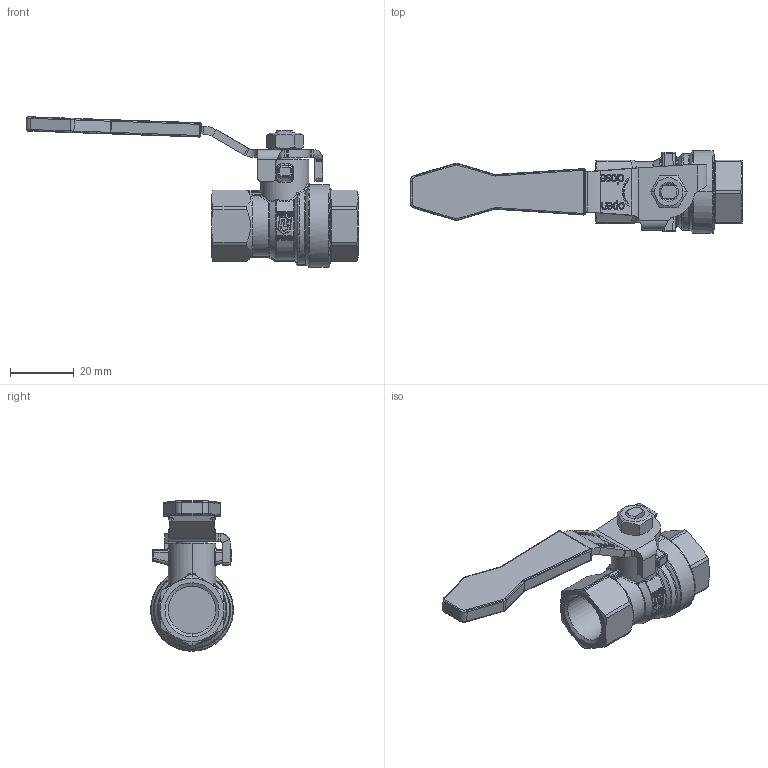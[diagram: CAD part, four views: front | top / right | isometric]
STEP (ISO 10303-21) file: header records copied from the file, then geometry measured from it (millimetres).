
FILE_DESCRIPTION(('HOOPS Exchange Step'),'2;1');
FILE_NAME('GK0200_DN10.stp','2025-02-21T09:13:47+01:00',('nieru'),('Unknown organisation'),'HOOPS Exchange 2024.2','HOOPS Exchange','Unknown authorisation');
FILE_SCHEMA( ('AP203_CONFIGURATION_CONTROLLED_3D_DESIGN_OF_MECHANICAL_PARTS_AND_ASSEMBLIES_MIM_LF') );
Length unit declared in the file: millimetre
Products named in the file (2): 0; root
Assembly tree (1 placements, depth 2):
  root
    0
Bounding box: 104.35 x 26 x 47.31 mm (x, y, z)
Volume: 20031.6 mm3; surface area: 10251.4 mm2
Topology: 3 solids, 3 shells, 1481 faces, 3634 edges, 2172 vertices
Faces by surface type: bspline 780, cylinder 339, plane 199, torus 105, cone 40, sphere 18
Full cylindrical faces by diameter (mm): 4.917 x1, 6 x2, 14.95 x2
Entity records: 84559 total; most frequent: CARTESIAN_POINT 55036, ORIENTED_EDGE 7214, DIRECTION 4077, EDGE_CURVE 3607, VERTEX_POINT 2173, B_SPLINE_CURVE_WITH_KNOTS 1878, AXIS2_PLACEMENT_3D 1706, EDGE_LOOP 1526
